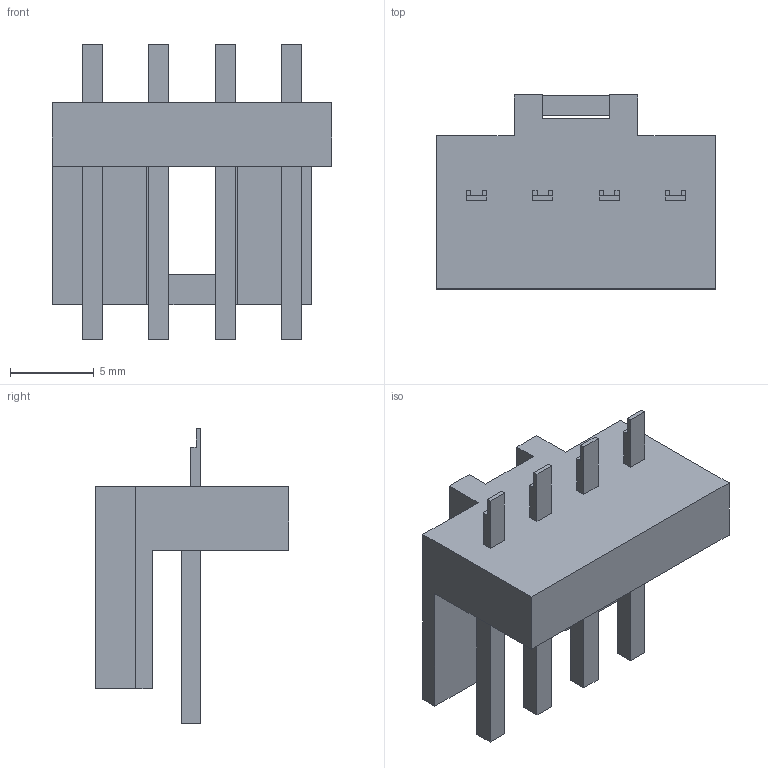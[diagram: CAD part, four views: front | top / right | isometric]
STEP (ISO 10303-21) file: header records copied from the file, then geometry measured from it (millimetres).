
FILE_DESCRIPTION((''),'2;1');
FILE_NAME('2074780004','2020-12-15T',('gga'),(''),'PRO/ENGINEER BY PARAMETRIC TECHNOLOGY CORPORATION, 2016010','PRO/ENGINEER BY PARAMETRIC TECHNOLOGY CORPORATION, 2016010','');
FILE_SCHEMA(('CONFIG_CONTROL_DESIGN'));
Length unit declared in the file: millimetre
Products named in the file (1): 2074780004
Bounding box: 16.71 x 11.6 x 17.64 mm (x, y, z)
Volume: 815.2 mm3; surface area: 1202.2 mm2
Topology: 1 solids, 1 shells, 114 faces, 336 edges, 232 vertices
Faces by surface type: plane 112, extrusion 2
Entity records: 3819 total; most frequent: CARTESIAN_POINT 711, ORIENTED_EDGE 656, DIRECTION 568, EDGE_CURVE 328, VECTOR 326, LINE 324, VERTEX_POINT 224, EDGE_LOOP 124
